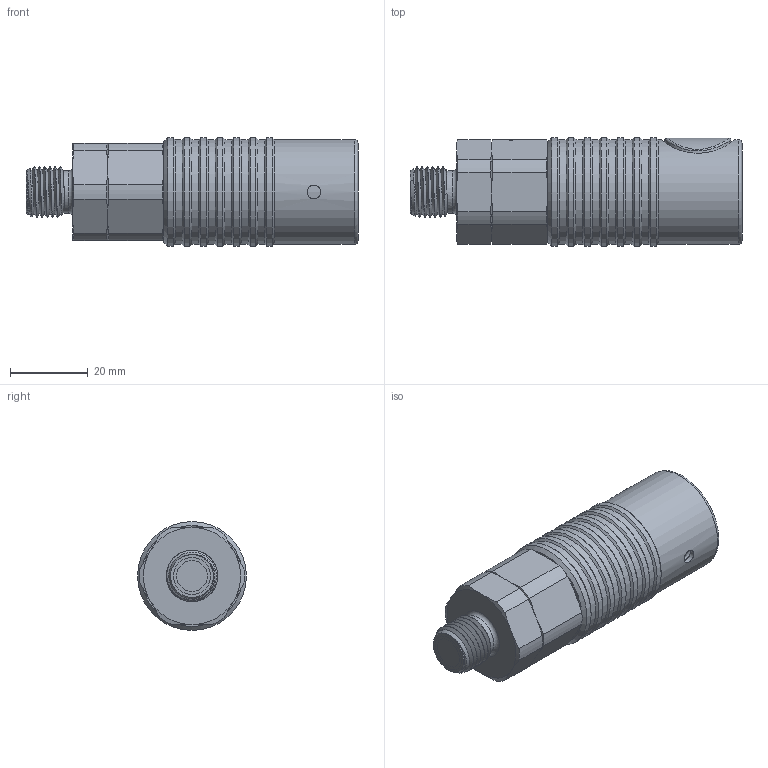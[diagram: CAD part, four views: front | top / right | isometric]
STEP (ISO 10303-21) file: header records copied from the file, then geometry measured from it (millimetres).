
FILE_DESCRIPTION(/* description */ (''),/* implementation_level */ '2;1');
FILE_NAME(/* name */ '84KPAW13APX.stp',/* time_stamp */ '2020-02-21T07:43:55+01:00',/* author */ ('IA176480'),/* organization */ (''),/* preprocessor_version */ 'ST-DEVELOPER v17',/* originating_system */ 'Autodesk Inventor 2019',/* authorisation */ '');
FILE_SCHEMA (('CONFIG_CONTROL_DESIGN'));
Length unit declared in the file: millimetre
Products named in the file (1): 84KPAW13APX
Bounding box: 85.4 x 28 x 28 mm (x, y, z)
Volume: 57189.3 mm3; surface area: 32559.9 mm2
Topology: 33 solids, 33 shells, 340 faces, 910 edges, 613 vertices
Faces by surface type: cylinder 117, plane 115, cone 63, sphere 17, torus 14, bspline 14
Full cylindrical faces by diameter (mm): 3.5 x2, 4 x15, 7.2 x2, 7.9 x1, 8 x1, 9.511 x1, 10.5 x1, 11 x1, 11.2 x1, 11.6 x2, 13.2 x4, 13.9 x4, 14 x2, 14.1 x2, 15.5 x2, 16.7 x1, 16.75 x1, 17 x1, 17.1 x1, 17.3 x2, 18 x1, 18.5 x1, 19 x1, 19.7 x2, 20 x1, 21.1 x1, 22.17 x1, 23 x2, 23.3 x1, 23.33 x1
Entity records: 21676 total; most frequent: CARTESIAN_POINT 13332, ORIENTED_EDGE 1750, DIRECTION 1715, EDGE_CURVE 875, AXIS2_PLACEMENT_3D 719, VERTEX_POINT 613, CIRCLE 390, EDGE_LOOP 388
